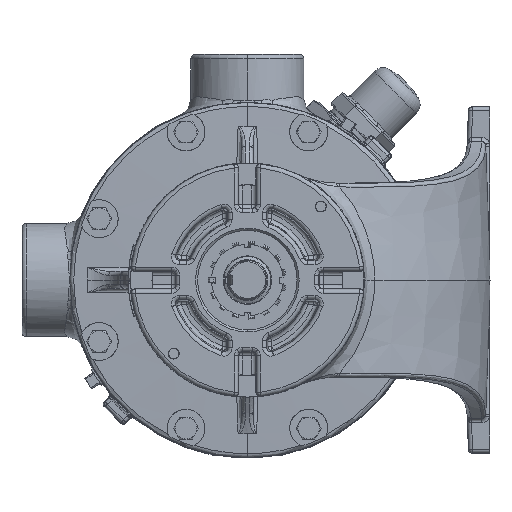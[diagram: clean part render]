
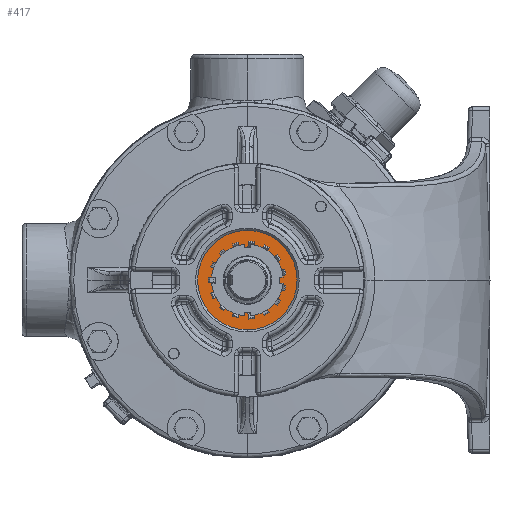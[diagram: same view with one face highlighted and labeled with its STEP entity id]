
A CAD part, left-side view. The second image highlights one B-rep face of the part: STEP entity #417.
In plain terms, the highlighted planar face has unit normal (-1, 0, 0).
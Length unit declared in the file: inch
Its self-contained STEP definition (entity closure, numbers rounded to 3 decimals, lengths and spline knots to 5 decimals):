
#417 = ADVANCED_FACE ( 'NONE', ( #20698, #240137 ), #86477, .F. ) ;
#3360 = EDGE_CURVE ( 'NONE', #230416, #243093, #230334, .T. ) ;
#5256 = CARTESIAN_POINT ( 'NONE',  ( -11.6191, 0., -0.643 ) ) ;
#5479 = DIRECTION ( 'NONE',  ( 0., 1., 0. ) ) ;
#5880 = VECTOR ( 'NONE', #12849, 39.37008 ) ;
#10202 = EDGE_CURVE ( 'NONE', #53189, #253141, #64052, .T. ) ;
#10455 = CARTESIAN_POINT ( 'NONE',  ( -11.6191, 0., 0. ) ) ;
#12849 = DIRECTION ( 'NONE',  ( 0., 0., 1. ) ) ;
#14522 = CARTESIAN_POINT ( 'NONE',  ( -11.6191, 0.63605, -0.09425 ) ) ;
#14664 = CARTESIAN_POINT ( 'NONE',  ( -11.6191, 0.58059, -0.09425 ) ) ;
#18424 = CARTESIAN_POINT ( 'NONE',  ( -11.6191, 0., 0. ) ) ;
#19888 = CARTESIAN_POINT ( 'NONE',  ( -11.6191, 0., 1.43425 ) ) ;
#20698 = FACE_BOUND ( 'NONE', #223824, .T. ) ;
#25479 = AXIS2_PLACEMENT_3D ( 'NONE', #10455, #159166, #31910 ) ;
#28848 = DIRECTION ( 'NONE',  ( 1., 0., 0. ) ) ;
#28861 = ORIENTED_EDGE ( 'NONE', *, *, #179427, .T. ) ;
#31910 = DIRECTION ( 'NONE',  ( 0., 0., -1. ) ) ;
#39798 = DIRECTION ( 'NONE',  ( 0., 0., -1. ) ) ;
#53189 = VERTEX_POINT ( 'NONE', #223831 ) ;
#59689 = DIRECTION ( 'NONE',  ( 1., 0., 0. ) ) ;
#63388 = AXIS2_PLACEMENT_3D ( 'NONE', #186983, #59689, #208439 ) ;
#64052 = CIRCLE ( 'NONE', #63388, 0.643 ) ;
#65935 = CARTESIAN_POINT ( 'NONE',  ( -11.6191, 0., 0. ) ) ;
#69967 = EDGE_CURVE ( 'NONE', #184990, #175975, #88512, .T. ) ;
#75383 = ORIENTED_EDGE ( 'NONE', *, *, #3360, .F. ) ;
#78005 = EDGE_CURVE ( 'NONE', #168736, #53189, #154640, .T. ) ;
#81548 = ORIENTED_EDGE ( 'NONE', *, *, #214762, .T. ) ;
#85280 = ORIENTED_EDGE ( 'NONE', *, *, #10202, .T. ) ;
#86477 = PLANE ( 'NONE',  #237577 ) ;
#87404 = DIRECTION ( 'NONE',  ( 0., 0., -1. ) ) ;
#88512 = CIRCLE ( 'NONE', #99136, 1.43425 ) ;
#97772 = CIRCLE ( 'NONE', #220469, 0.643 ) ;
#97867 = DIRECTION ( 'NONE',  ( 1., 0., 0. ) ) ;
#99136 = AXIS2_PLACEMENT_3D ( 'NONE', #18424, #167140, #39798 ) ;
#102051 = EDGE_CURVE ( 'NONE', #253141, #243093, #97772, .T. ) ;
#109086 = EDGE_LOOP ( 'NONE', ( #236200, #268054 ) ) ;
#113699 = ORIENTED_EDGE ( 'NONE', *, *, #78005, .T. ) ;
#117573 = CARTESIAN_POINT ( 'NONE',  ( -11.6191, 0., -1.43425 ) ) ;
#122953 = EDGE_CURVE ( 'NONE', #175975, #184990, #260327, .T. ) ;
#137617 = VECTOR ( 'NONE', #182062, 39.37008 ) ;
#139290 = CARTESIAN_POINT ( 'NONE',  ( -11.6191, 1.83589, 0.09425 ) ) ;
#139808 = VERTEX_POINT ( 'NONE', #166971 ) ;
#154640 = CIRCLE ( 'NONE', #211152, 0.643 ) ;
#156138 = CARTESIAN_POINT ( 'NONE',  ( -11.6191, 0., 0. ) ) ;
#159166 = DIRECTION ( 'NONE',  ( -1., 0., 0. ) ) ;
#166971 = CARTESIAN_POINT ( 'NONE',  ( -11.6191, 0.58059, 0.09425 ) ) ;
#167140 = DIRECTION ( 'NONE',  ( -1., 0., 0. ) ) ;
#168736 = VERTEX_POINT ( 'NONE', #258805 ) ;
#175975 = VERTEX_POINT ( 'NONE', #117573 ) ;
#176231 = ORIENTED_EDGE ( 'NONE', *, *, #102051, .T. ) ;
#177530 = DIRECTION ( 'NONE',  ( 0., 0., -1. ) ) ;
#179427 = EDGE_CURVE ( 'NONE', #230416, #139808, #182265, .T. ) ;
#182062 = DIRECTION ( 'NONE',  ( 0., 1., 0. ) ) ;
#182265 = LINE ( 'NONE', #14664, #5880 ) ;
#184990 = VERTEX_POINT ( 'NONE', #19888 ) ;
#186983 = CARTESIAN_POINT ( 'NONE',  ( -11.6191, 0., 0. ) ) ;
#197480 = CARTESIAN_POINT ( 'NONE',  ( -11.6191, 0.58059, -0.09425 ) ) ;
#208439 = DIRECTION ( 'NONE',  ( 0., 0., -1. ) ) ;
#211152 = AXIS2_PLACEMENT_3D ( 'NONE', #225150, #97867, #246543 ) ;
#214655 = DIRECTION ( 'NONE',  ( 1., 0., 0. ) ) ;
#214762 = EDGE_CURVE ( 'NONE', #139808, #168736, #264084, .T. ) ;
#220469 = AXIS2_PLACEMENT_3D ( 'NONE', #156138, #28848, #177530 ) ;
#223672 = VECTOR ( 'NONE', #5479, 39.37008 ) ;
#223824 = EDGE_LOOP ( 'NONE', ( #81548, #113699, #85280, #176231, #75383, #28861 ) ) ;
#223831 = CARTESIAN_POINT ( 'NONE',  ( -11.6191, 0., 0.643 ) ) ;
#225150 = CARTESIAN_POINT ( 'NONE',  ( -11.6191, 0., 0. ) ) ;
#230334 = LINE ( 'NONE', #238820, #223672 ) ;
#230416 = VERTEX_POINT ( 'NONE', #197480 ) ;
#236200 = ORIENTED_EDGE ( 'NONE', *, *, #69967, .T. ) ;
#237577 = AXIS2_PLACEMENT_3D ( 'NONE', #65935, #214655, #87404 ) ;
#238820 = CARTESIAN_POINT ( 'NONE',  ( -11.6191, 1.83589, -0.09425 ) ) ;
#240137 = FACE_OUTER_BOUND ( 'NONE', #109086, .T. ) ;
#243093 = VERTEX_POINT ( 'NONE', #14522 ) ;
#246543 = DIRECTION ( 'NONE',  ( 0., 0., -1. ) ) ;
#253141 = VERTEX_POINT ( 'NONE', #5256 ) ;
#258805 = CARTESIAN_POINT ( 'NONE',  ( -11.6191, 0.63605, 0.09425 ) ) ;
#260327 = CIRCLE ( 'NONE', #25479, 1.43425 ) ;
#264084 = LINE ( 'NONE', #139290, #137617 ) ;
#268054 = ORIENTED_EDGE ( 'NONE', *, *, #122953, .T. ) ;
